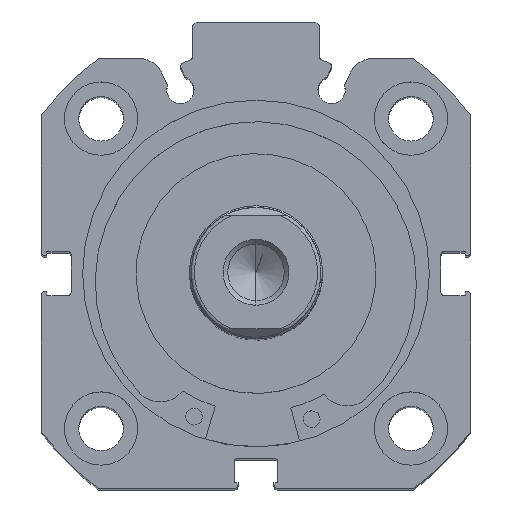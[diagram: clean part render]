
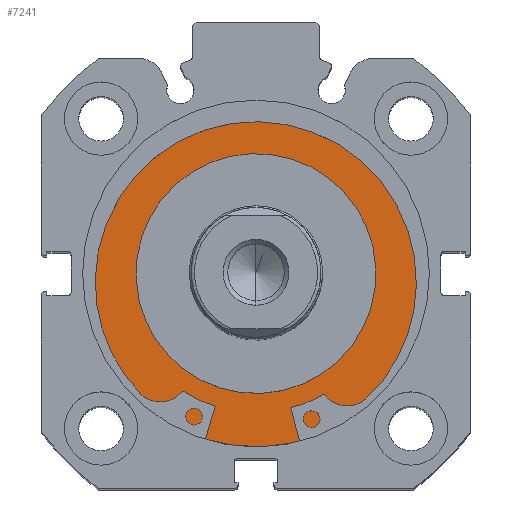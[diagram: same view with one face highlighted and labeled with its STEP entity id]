
A CAD part, top view. The second image highlights one B-rep face of the part: STEP entity #7241.
In plain terms, the highlighted face is planar.
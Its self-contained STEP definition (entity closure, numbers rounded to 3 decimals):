
#4 = VERTEX_POINT ( 'NONE', #134 ) ;
#134 = CARTESIAN_POINT ( 'NONE',  ( 3.5, 0., 26. ) ) ;
#398 = EDGE_LOOP ( 'NONE', ( #987, #988 ) ) ;
#447 = EDGE_LOOP ( 'NONE', ( #985, #986 ) ) ;
#985 = ORIENTED_EDGE ( 'NONE', *, *, #2488, .F. ) ;
#986 = ORIENTED_EDGE ( 'NONE', *, *, #2496, .F. ) ;
#987 = ORIENTED_EDGE ( 'NONE', *, *, #2482, .T. ) ;
#988 = ORIENTED_EDGE ( 'NONE', *, *, #2497, .T. ) ;
#1351 = VERTEX_POINT ( 'NONE', #3764 ) ;
#1356 = VERTEX_POINT ( 'NONE', #3773 ) ;
#1357 = VERTEX_POINT ( 'NONE', #3767 ) ;
#2012 = FACE_BOUND ( 'NONE', #447, .T. ) ;
#2018 = FACE_OUTER_BOUND ( 'NONE', #398, .T. ) ;
#2158 = CARTESIAN_POINT ( 'NONE',  ( 3.5, 26., 0. ) ) ;
#2159 = PLANE ( 'NONE',  #3302 ) ;
#2160 = DIRECTION ( 'NONE',  ( 1., 0., 0. ) ) ;
#2161 = DIRECTION ( 'NONE',  ( 0., 0., -1. ) ) ;
#2482 = EDGE_CURVE ( 'NONE', #4, #1351, #4733, .T. ) ;
#2488 = EDGE_CURVE ( 'NONE', #1357, #1356, #4742, .T. ) ;
#2496 = EDGE_CURVE ( 'NONE', #1356, #1357, #4752, .T. ) ;
#2497 = EDGE_CURVE ( 'NONE', #1351, #4, #4753, .T. ) ;
#2877 = AXIS2_PLACEMENT_3D ( 'NONE', #4069, #4070, #4071 ) ;
#2879 = AXIS2_PLACEMENT_3D ( 'NONE', #4082, #4083, #4084 ) ;
#2886 = AXIS2_PLACEMENT_3D ( 'NONE', #4099, #4105, #4106 ) ;
#2887 = AXIS2_PLACEMENT_3D ( 'NONE', #4102, #4107, #4108 ) ;
#3302 = AXIS2_PLACEMENT_3D ( 'NONE', #2158, #2160, #2161 ) ;
#3764 = CARTESIAN_POINT ( 'NONE',  ( 3.5, 0., -26. ) ) ;
#3767 = CARTESIAN_POINT ( 'NONE',  ( 3.5, 0., 18. ) ) ;
#3773 = CARTESIAN_POINT ( 'NONE',  ( 3.5, 0., -18. ) ) ;
#4069 = CARTESIAN_POINT ( 'NONE',  ( 3.5, 0., 0. ) ) ;
#4070 = DIRECTION ( 'NONE',  ( -1., 0., 0. ) ) ;
#4071 = DIRECTION ( 'NONE',  ( 0., 0., 1. ) ) ;
#4082 = CARTESIAN_POINT ( 'NONE',  ( 3.5, 0., 0. ) ) ;
#4083 = DIRECTION ( 'NONE',  ( -1., 0., 0. ) ) ;
#4084 = DIRECTION ( 'NONE',  ( 0., 0., 1. ) ) ;
#4099 = CARTESIAN_POINT ( 'NONE',  ( 3.5, 0., 0. ) ) ;
#4102 = CARTESIAN_POINT ( 'NONE',  ( 3.5, 0., 0. ) ) ;
#4105 = DIRECTION ( 'NONE',  ( -1., 0., 0. ) ) ;
#4106 = DIRECTION ( 'NONE',  ( 0., 0., 1. ) ) ;
#4107 = DIRECTION ( 'NONE',  ( -1., 0., 0. ) ) ;
#4108 = DIRECTION ( 'NONE',  ( 0., 0., 1. ) ) ;
#4733 = CIRCLE ( 'NONE', #2877, 26. ) ;
#4742 = CIRCLE ( 'NONE', #2879, 18. ) ;
#4752 = CIRCLE ( 'NONE', #2886, 18. ) ;
#4753 = CIRCLE ( 'NONE', #2887, 26. ) ;
#7241 = ADVANCED_FACE ( 'NONE', ( #2012, #2018 ), #2159, .F. ) ;
